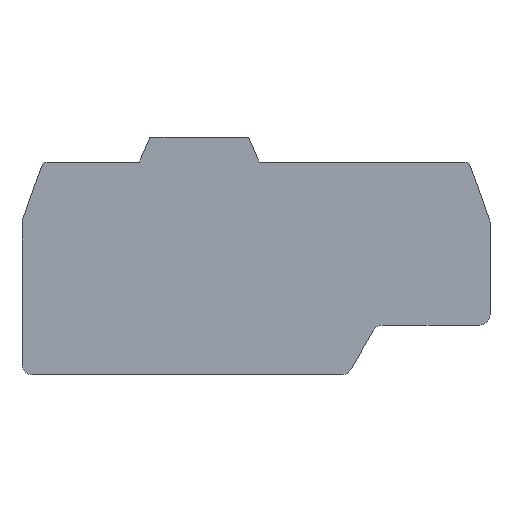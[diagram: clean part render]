
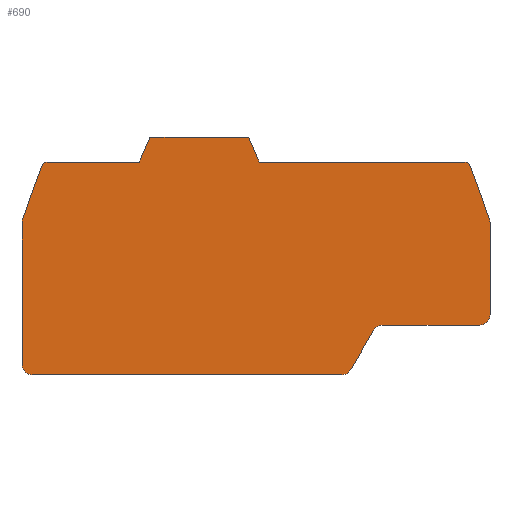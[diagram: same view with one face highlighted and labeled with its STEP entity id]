
A CAD part, top view. The second image highlights one B-rep face of the part: STEP entity #690.
In plain terms, the highlighted planar face has unit normal (0, 0, 1).
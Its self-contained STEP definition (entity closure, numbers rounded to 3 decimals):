
#186=DIRECTION('',(1.,0.,0.));
#187=VECTOR('',#186,13.929);
#188=CARTESIAN_POINT('',(-6.964,33.5,1.5));
#189=LINE('',#188,#187);
#193=DIRECTION('',(-0.391,0.921,0.));
#194=VECTOR('',#193,3.802);
#195=CARTESIAN_POINT('',(8.45,30.,1.5));
#196=LINE('',#195,#194);
#200=CARTESIAN_POINT('',(37.3,29.,1.5));
#201=DIRECTION('',(0.,0.,1.));
#202=DIRECTION('',(0.94,0.342,0.));
#203=AXIS2_PLACEMENT_3D('',#200,#201,#202);
#208=DIRECTION('',(-0.342,0.94,0.));
#209=VECTOR('',#208,7.719);
#210=CARTESIAN_POINT('',(40.879,22.089,1.5));
#211=LINE('',#210,#209);
#215=CARTESIAN_POINT('',(39.,21.405,1.5));
#216=DIRECTION('',(0.,0.,1.));
#217=DIRECTION('',(1.,0.,0.));
#218=AXIS2_PLACEMENT_3D('',#215,#216,#217);
#223=CARTESIAN_POINT('',(39.5,8.5,1.5));
#224=DIRECTION('',(0.,0.,1.));
#225=DIRECTION('',(0.,-1.,0.));
#226=AXIS2_PLACEMENT_3D('',#223,#224,#225);
#231=CARTESIAN_POINT('',(25.866,5.5,1.5));
#232=DIRECTION('',(0.,0.,-1.));
#233=DIRECTION('',(-0.866,0.5,0.));
#234=AXIS2_PLACEMENT_3D('',#231,#232,#233);
#239=DIRECTION('',(0.5,0.866,0.));
#240=VECTOR('',#239,6.351);
#241=CARTESIAN_POINT('',(21.392,0.75,1.5));
#242=LINE('',#241,#240);
#246=CARTESIAN_POINT('',(20.093,1.5,1.5));
#247=DIRECTION('',(0.,0.,1.));
#248=DIRECTION('',(0.,-1.,0.));
#249=AXIS2_PLACEMENT_3D('',#246,#247,#248);
#254=CARTESIAN_POINT('',(-23.5,1.5,1.5));
#255=DIRECTION('',(0.,0.,1.));
#256=DIRECTION('',(-1.,0.,0.));
#257=AXIS2_PLACEMENT_3D('',#254,#255,#256);
#262=CARTESIAN_POINT('',(-23.,21.405,1.5));
#263=DIRECTION('',(0.,0.,1.));
#264=DIRECTION('',(-0.94,0.342,0.));
#265=AXIS2_PLACEMENT_3D('',#262,#263,#264);
#270=DIRECTION('',(-0.342,-0.94,0.));
#271=VECTOR('',#270,7.719);
#272=CARTESIAN_POINT('',(-22.239,29.342,1.5));
#273=LINE('',#272,#271);
#277=CARTESIAN_POINT('',(-21.3,29.,1.5));
#278=DIRECTION('',(0.,0.,1.));
#279=DIRECTION('',(0.,1.,0.));
#280=AXIS2_PLACEMENT_3D('',#277,#278,#279);
#285=DIRECTION('',(-0.391,-0.921,0.));
#286=VECTOR('',#285,3.802);
#287=CARTESIAN_POINT('',(-6.964,33.5,1.5));
#288=LINE('',#287,#286);
#292=DIRECTION('',(1.,0.,0.));
#293=VECTOR('',#292,28.85);
#294=CARTESIAN_POINT('',(8.45,30.,1.5));
#295=LINE('',#294,#293);
#334=DIRECTION('',(0.,-1.,0.));
#335=VECTOR('',#334,12.905);
#336=CARTESIAN_POINT('',(41.,21.405,1.5));
#337=LINE('',#336,#335);
#355=DIRECTION('',(-1.,0.,0.));
#356=VECTOR('',#355,13.634);
#357=CARTESIAN_POINT('',(39.5,7.,1.5));
#358=LINE('',#357,#356);
#390=DIRECTION('',(-1.,0.,0.));
#391=VECTOR('',#390,43.593);
#392=CARTESIAN_POINT('',(20.093,0.,1.5));
#393=LINE('',#392,#391);
#411=DIRECTION('',(0.,1.,0.));
#412=VECTOR('',#411,19.905);
#413=CARTESIAN_POINT('',(-25.,1.5,1.5));
#414=LINE('',#413,#412);
#446=DIRECTION('',(1.,0.,0.));
#447=VECTOR('',#446,12.85);
#448=CARTESIAN_POINT('',(-21.3,30.,1.5));
#449=LINE('',#448,#447);
#468=CARTESIAN_POINT('',(8.45,30.,1.5));
#470=VERTEX_POINT('',#468);
#471=CARTESIAN_POINT('',(6.964,33.5,1.5));
#472=VERTEX_POINT('',#471);
#475=CARTESIAN_POINT('',(-6.964,33.5,1.5));
#476=VERTEX_POINT('',#475);
#480=CARTESIAN_POINT('',(-8.45,30.,1.5));
#482=VERTEX_POINT('',#480);
#483=CARTESIAN_POINT('',(-21.3,30.,1.5));
#484=VERTEX_POINT('',#483);
#487=CARTESIAN_POINT('',(-22.239,29.342,1.5));
#488=VERTEX_POINT('',#487);
#491=CARTESIAN_POINT('',(-24.879,22.089,1.5));
#492=VERTEX_POINT('',#491);
#495=CARTESIAN_POINT('',(-25.,21.405,1.5));
#496=VERTEX_POINT('',#495);
#499=CARTESIAN_POINT('',(-25.,1.5,1.5));
#500=VERTEX_POINT('',#499);
#503=CARTESIAN_POINT('',(-23.5,0.,1.5));
#504=VERTEX_POINT('',#503);
#507=CARTESIAN_POINT('',(20.093,0.,1.5));
#508=VERTEX_POINT('',#507);
#511=CARTESIAN_POINT('',(21.392,0.75,1.5));
#512=VERTEX_POINT('',#511);
#515=CARTESIAN_POINT('',(24.567,6.25,1.5));
#516=VERTEX_POINT('',#515);
#519=CARTESIAN_POINT('',(25.866,7.,1.5));
#520=VERTEX_POINT('',#519);
#523=CARTESIAN_POINT('',(39.5,7.,1.5));
#524=VERTEX_POINT('',#523);
#527=CARTESIAN_POINT('',(41.,8.5,1.5));
#528=VERTEX_POINT('',#527);
#531=CARTESIAN_POINT('',(41.,21.405,1.5));
#532=VERTEX_POINT('',#531);
#535=CARTESIAN_POINT('',(40.879,22.089,1.5));
#536=VERTEX_POINT('',#535);
#539=CARTESIAN_POINT('',(38.239,29.342,1.5));
#540=VERTEX_POINT('',#539);
#543=CARTESIAN_POINT('',(37.3,30.,1.5));
#544=VERTEX_POINT('',#543);
#645=CARTESIAN_POINT('',(0.,0.,1.5));
#646=DIRECTION('',(0.,0.,1.));
#647=DIRECTION('',(1.,0.,0.));
#648=AXIS2_PLACEMENT_3D('',#645,#646,#647);
#649=PLANE('',#648);
#650=ORIENTED_EDGE('',*,*,#631,.T.);
#651=ORIENTED_EDGE('',*,*,#556,.F.);
#653=ORIENTED_EDGE('',*,*,#652,.T.);
#655=ORIENTED_EDGE('',*,*,#654,.F.);
#657=ORIENTED_EDGE('',*,*,#656,.F.);
#659=ORIENTED_EDGE('',*,*,#658,.F.);
#661=ORIENTED_EDGE('',*,*,#660,.T.);
#663=ORIENTED_EDGE('',*,*,#662,.F.);
#665=ORIENTED_EDGE('',*,*,#664,.T.);
#667=ORIENTED_EDGE('',*,*,#666,.F.);
#669=ORIENTED_EDGE('',*,*,#668,.F.);
#671=ORIENTED_EDGE('',*,*,#670,.F.);
#673=ORIENTED_EDGE('',*,*,#672,.T.);
#675=ORIENTED_EDGE('',*,*,#674,.F.);
#677=ORIENTED_EDGE('',*,*,#676,.T.);
#679=ORIENTED_EDGE('',*,*,#678,.F.);
#681=ORIENTED_EDGE('',*,*,#680,.F.);
#683=ORIENTED_EDGE('',*,*,#682,.F.);
#685=ORIENTED_EDGE('',*,*,#684,.T.);
#687=ORIENTED_EDGE('',*,*,#686,.F.);
#688=EDGE_LOOP('',(#650,#651,#653,#655,#657,#659,#661,#663,#665,#667,#669,#671,
#673,#675,#677,#679,#681,#683,#685,#687));
#689=FACE_OUTER_BOUND('',#688,.F.);
#204=CIRCLE('',#203,1.);
#219=CIRCLE('',#218,2.);
#227=CIRCLE('',#226,1.5);
#235=CIRCLE('',#234,1.5);
#250=CIRCLE('',#249,1.5);
#258=CIRCLE('',#257,1.5);
#266=CIRCLE('',#265,2.);
#281=CIRCLE('',#280,1.);
#556=EDGE_CURVE('',#470,#472,#196,.T.);
#631=EDGE_CURVE('',#476,#472,#189,.T.);
#652=EDGE_CURVE('',#470,#544,#295,.T.);
#654=EDGE_CURVE('',#540,#544,#204,.T.);
#656=EDGE_CURVE('',#536,#540,#211,.T.);
#658=EDGE_CURVE('',#532,#536,#219,.T.);
#660=EDGE_CURVE('',#532,#528,#337,.T.);
#662=EDGE_CURVE('',#524,#528,#227,.T.);
#664=EDGE_CURVE('',#524,#520,#358,.T.);
#666=EDGE_CURVE('',#516,#520,#235,.T.);
#668=EDGE_CURVE('',#512,#516,#242,.T.);
#670=EDGE_CURVE('',#508,#512,#250,.T.);
#672=EDGE_CURVE('',#508,#504,#393,.T.);
#674=EDGE_CURVE('',#500,#504,#258,.T.);
#676=EDGE_CURVE('',#500,#496,#414,.T.);
#678=EDGE_CURVE('',#492,#496,#266,.T.);
#680=EDGE_CURVE('',#488,#492,#273,.T.);
#682=EDGE_CURVE('',#484,#488,#281,.T.);
#684=EDGE_CURVE('',#484,#482,#449,.T.);
#686=EDGE_CURVE('',#476,#482,#288,.T.);
#690=ADVANCED_FACE('',(#689),#649,.T.);
